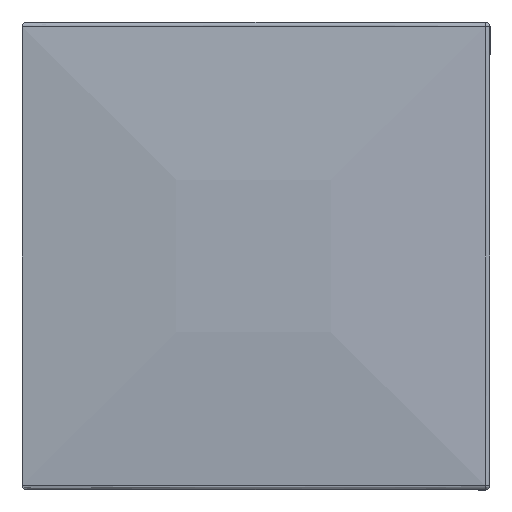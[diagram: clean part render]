
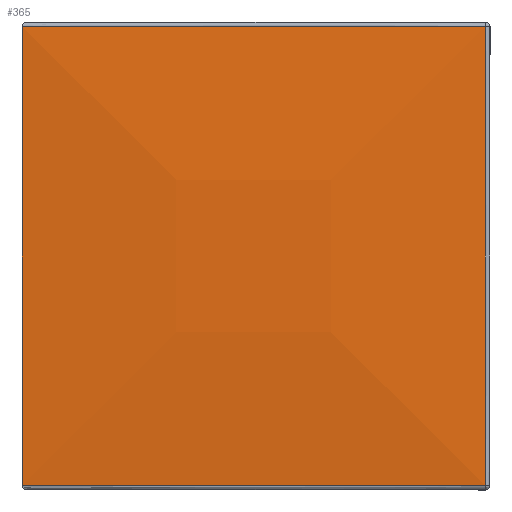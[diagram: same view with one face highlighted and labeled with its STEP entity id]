
A CAD part, left-side view. The second image highlights one B-rep face of the part: STEP entity #365.
In plain terms, the highlighted free-form (B-spline) face has degree [3, 3] with [4, 4] control points.
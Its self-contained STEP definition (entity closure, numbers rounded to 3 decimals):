
#21 = CARTESIAN_POINT ( 'NONE',  ( -0.5, -0.245, 0.495 ) ) ;
#37 = CARTESIAN_POINT ( 'NONE',  ( -0.522, -0.083, 0.333 ) ) ;
#38 = CARTESIAN_POINT ( 'NONE',  ( -0.501, 0.085, 0.004 ) ) ;
#62 = B_SPLINE_CURVE_WITH_KNOTS ( 'NONE', 3,
 ( #1331, #362, #651, #1606 ),
 .UNSPECIFIED., .F., .F.,
 ( 4, 4 ),
 ( 0., 1. ),
 .UNSPECIFIED. ) ;
#134 = FACE_OUTER_BOUND ( 'NONE', #1420, .T. ) ;
#155 = B_SPLINE_CURVE_WITH_KNOTS ( 'NONE', 3,
 ( #1578, #616, #38, #1031 ),
 .UNSPECIFIED., .F., .F.,
 ( 4, 4 ),
 ( 0., 1. ),
 .UNSPECIFIED. ) ;
#179 = CARTESIAN_POINT ( 'NONE',  ( -0.5, 0.25, 0.5 ) ) ;
#265 = CARTESIAN_POINT ( 'NONE',  ( -0.5, -0.245, 0.005 ) ) ;
#314 = CARTESIAN_POINT ( 'NONE',  ( -0.5, 0.25, 0. ) ) ;
#330 = CARTESIAN_POINT ( 'NONE',  ( -0.5, -0.083, 0.5 ) ) ;
#362 = CARTESIAN_POINT ( 'NONE',  ( -0.501, -0.246, 0.332 ) ) ;
#365 = ADVANCED_FACE ( 'NONE', ( #134 ), #751, .F. ) ;
#382 = EDGE_CURVE ( 'NONE', #1444, #548, #1350, .T. ) ;
#473 = CARTESIAN_POINT ( 'NONE',  ( -0.5, -0.25, 0. ) ) ;
#515 = EDGE_CURVE ( 'NONE', #548, #911, #1408, .T. ) ;
#521 = ORIENTED_EDGE ( 'NONE', *, *, #382, .F. ) ;
#548 = VERTEX_POINT ( 'NONE', #1169 ) ;
#556 = ORIENTED_EDGE ( 'NONE', *, *, #1072, .F. ) ;
#615 = CARTESIAN_POINT ( 'NONE',  ( -0.522, 0.083, 0.167 ) ) ;
#616 = CARTESIAN_POINT ( 'NONE',  ( -0.501, -0.08, 0.004 ) ) ;
#651 = CARTESIAN_POINT ( 'NONE',  ( -0.501, -0.246, 0.168 ) ) ;
#744 = CARTESIAN_POINT ( 'NONE',  ( -0.5, 0.25, 0.495 ) ) ;
#751 = B_SPLINE_SURFACE_WITH_KNOTS ( 'NONE', 3, 3, ( 
 ( #314, #1163, #1302, #473 ),
 ( #1438, #615, #1577, #763 ),
 ( #1710, #892, #37, #1029 ),
 ( #179, #1170, #330, #1306 ) ),
 .UNSPECIFIED., .F., .F., .F.,
 ( 4, 4 ),
 ( 4, 4 ),
 ( 0., 1. ),
 ( 0., 1. ),
 .UNSPECIFIED. ) ;
#763 = CARTESIAN_POINT ( 'NONE',  ( -0.5, -0.25, 0.167 ) ) ;
#892 = CARTESIAN_POINT ( 'NONE',  ( -0.522, 0.083, 0.333 ) ) ;
#911 = VERTEX_POINT ( 'NONE', #21 ) ;
#980 = VECTOR ( 'NONE', #1316, 1000. ) ;
#1029 = CARTESIAN_POINT ( 'NONE',  ( -0.5, -0.25, 0.333 ) ) ;
#1031 = CARTESIAN_POINT ( 'NONE',  ( -0.5, 0.25, 0.005 ) ) ;
#1040 = CARTESIAN_POINT ( 'NONE',  ( -0.5, 0.25, 0.25 ) ) ;
#1072 = EDGE_CURVE ( 'NONE', #911, #1295, #62, .T. ) ;
#1163 = CARTESIAN_POINT ( 'NONE',  ( -0.5, 0.083, 0. ) ) ;
#1169 = CARTESIAN_POINT ( 'NONE',  ( -0.5, 0.25, 0.495 ) ) ;
#1170 = CARTESIAN_POINT ( 'NONE',  ( -0.5, 0.083, 0.5 ) ) ;
#1295 = VERTEX_POINT ( 'NONE', #265 ) ;
#1302 = CARTESIAN_POINT ( 'NONE',  ( -0.5, -0.083, 0. ) ) ;
#1306 = CARTESIAN_POINT ( 'NONE',  ( -0.5, -0.25, 0.5 ) ) ;
#1316 = DIRECTION ( 'NONE',  ( 0., 0., 1. ) ) ;
#1331 = CARTESIAN_POINT ( 'NONE',  ( -0.5, -0.245, 0.495 ) ) ;
#1348 = ORIENTED_EDGE ( 'NONE', *, *, #515, .F. ) ;
#1350 = LINE ( 'NONE', #1040, #980 ) ;
#1356 = ORIENTED_EDGE ( 'NONE', *, *, #1619, .F. ) ;
#1408 =( BOUNDED_CURVE ( )  B_SPLINE_CURVE ( 3, ( #744, #1553, #1417, #1690 ),
 .UNSPECIFIED., .F., .T. ) 
 B_SPLINE_CURVE_WITH_KNOTS ( ( 4, 4 ),
 ( 0., 1. ),
 .UNSPECIFIED. ) 
 CURVE ( )  GEOMETRIC_REPRESENTATION_ITEM ( )  RATIONAL_B_SPLINE_CURVE ( ( 1., 1., 1., 1. ) ) 
 REPRESENTATION_ITEM ( '' )  );
#1417 = CARTESIAN_POINT ( 'NONE',  ( -0.501, -0.08, 0.496 ) ) ;
#1420 = EDGE_LOOP ( 'NONE', ( #1356, #556, #1348, #521 ) ) ;
#1438 = CARTESIAN_POINT ( 'NONE',  ( -0.5, 0.25, 0.167 ) ) ;
#1444 = VERTEX_POINT ( 'NONE', #1720 ) ;
#1553 = CARTESIAN_POINT ( 'NONE',  ( -0.501, 0.085, 0.496 ) ) ;
#1577 = CARTESIAN_POINT ( 'NONE',  ( -0.522, -0.083, 0.167 ) ) ;
#1578 = CARTESIAN_POINT ( 'NONE',  ( -0.5, -0.245, 0.005 ) ) ;
#1606 = CARTESIAN_POINT ( 'NONE',  ( -0.5, -0.245, 0.005 ) ) ;
#1619 = EDGE_CURVE ( 'NONE', #1295, #1444, #155, .T. ) ;
#1690 = CARTESIAN_POINT ( 'NONE',  ( -0.5, -0.245, 0.495 ) ) ;
#1710 = CARTESIAN_POINT ( 'NONE',  ( -0.5, 0.25, 0.333 ) ) ;
#1720 = CARTESIAN_POINT ( 'NONE',  ( -0.5, 0.25, 0.005 ) ) ;
